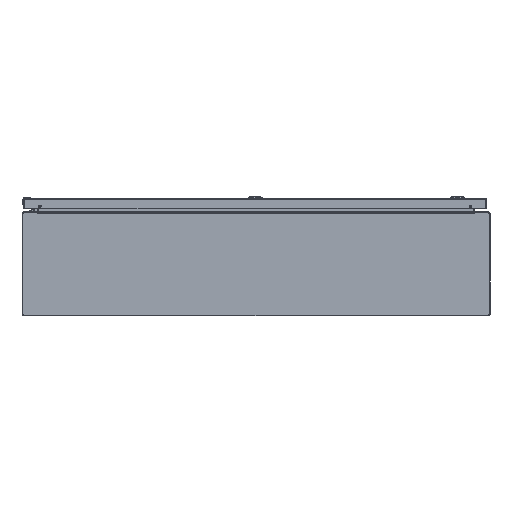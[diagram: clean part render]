
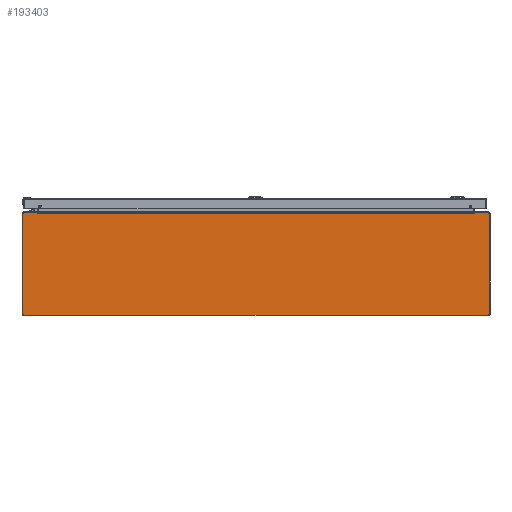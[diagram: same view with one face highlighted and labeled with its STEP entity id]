
A CAD part, front view. The second image highlights one B-rep face of the part: STEP entity #193403.
In plain terms, the highlighted planar face has unit normal (0, -1, 0).
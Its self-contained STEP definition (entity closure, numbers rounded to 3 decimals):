
#233 = CARTESIAN_POINT ( 'NONE',  ( 16.818, -21., 3.91 ) ) ;
#1262 = EDGE_CURVE ( 'NONE', #9046, #155209, #17479, .T. ) ;
#2461 = DIRECTION ( 'NONE',  ( 0., 0., 1. ) ) ;
#2472 = DIRECTION ( 'NONE',  ( 0., 1., 0. ) ) ;
#5666 = LINE ( 'NONE', #127148, #6032 ) ;
#6032 = VECTOR ( 'NONE', #82355, 39.37 ) ;
#7831 = VECTOR ( 'NONE', #73461, 39.37 ) ;
#9046 = VERTEX_POINT ( 'NONE', #60317 ) ;
#9944 = VECTOR ( 'NONE', #35418, 39.37 ) ;
#10012 = CARTESIAN_POINT ( 'NONE',  ( -16.814, -21., 3.883 ) ) ;
#13181 = VECTOR ( 'NONE', #60984, 39.37 ) ;
#14915 = VERTEX_POINT ( 'NONE', #35884 ) ;
#16344 = CARTESIAN_POINT ( 'NONE',  ( -17.937, -21., -3.857 ) ) ;
#16353 = CARTESIAN_POINT ( 'NONE',  ( -16.806, -21., 3.883 ) ) ;
#16500 = VECTOR ( 'NONE', #158598, 39.37 ) ;
#16623 = EDGE_CURVE ( 'NONE', #84204, #14915, #112109, .T. ) ;
#16624 = ORIENTED_EDGE ( 'NONE', *, *, #27551, .F. ) ;
#17479 = LINE ( 'NONE', #30459, #161543 ) ;
#19130 = CARTESIAN_POINT ( 'NONE',  ( -16.823, -21., 3.937 ) ) ;
#19822 = CIRCLE ( 'NONE', #86538, 0.08 ) ;
#22929 = DIRECTION ( 'NONE',  ( 0., -1., 0. ) ) ;
#24383 = VERTEX_POINT ( 'NONE', #82687 ) ;
#24880 = CARTESIAN_POINT ( 'NONE',  ( -17.937, -21., 3.857 ) ) ;
#25435 = VERTEX_POINT ( 'NONE', #34140 ) ;
#25584 = CARTESIAN_POINT ( 'NONE',  ( -16.818, -21., 3.91 ) ) ;
#27334 = EDGE_CURVE ( 'NONE', #138603, #73951, #54557, .T. ) ;
#27551 = EDGE_CURVE ( 'NONE', #25435, #151570, #59668, .T. ) ;
#28904 = AXIS2_PLACEMENT_3D ( 'NONE', #30367, #2472, #154837 ) ;
#28947 = EDGE_CURVE ( 'NONE', #14915, #51442, #102010, .T. ) ;
#30094 = LINE ( 'NONE', #233, #13181 ) ;
#30163 = DIRECTION ( 'NONE',  ( 0., 0., -1. ) ) ;
#30367 = CARTESIAN_POINT ( 'NONE',  ( 17.857, -21., -3.857 ) ) ;
#30459 = CARTESIAN_POINT ( 'NONE',  ( 0., -21., 3.937 ) ) ;
#30467 = VERTEX_POINT ( 'NONE', #104675 ) ;
#32444 = CARTESIAN_POINT ( 'NONE',  ( 17.937, -21., 0. ) ) ;
#34140 = CARTESIAN_POINT ( 'NONE',  ( -17.857, -21., -3.937 ) ) ;
#34760 = ORIENTED_EDGE ( 'NONE', *, *, #123525, .F. ) ;
#35418 = DIRECTION ( 'NONE',  ( 0., 0., -1. ) ) ;
#35884 = CARTESIAN_POINT ( 'NONE',  ( 17.937, -21., -3.857 ) ) ;
#39479 = LINE ( 'NONE', #103143, #141591 ) ;
#41951 = EDGE_CURVE ( 'NONE', #182211, #174163, #19822, .T. ) ;
#44731 = CARTESIAN_POINT ( 'NONE',  ( -17.857, -21., 3.937 ) ) ;
#49918 = PLANE ( 'NONE',  #110988 ) ;
#51442 = VERTEX_POINT ( 'NONE', #142442 ) ;
#51933 = ORIENTED_EDGE ( 'NONE', *, *, #112009, .T. ) ;
#53843 = VERTEX_POINT ( 'NONE', #151704 ) ;
#54557 = LINE ( 'NONE', #25584, #148712 ) ;
#55943 = DIRECTION ( 'NONE',  ( 0., 0., -1. ) ) ;
#57148 = EDGE_CURVE ( 'NONE', #9046, #53843, #30094, .T. ) ;
#59668 = CIRCLE ( 'NONE', #155072, 0.08 ) ;
#60220 = EDGE_CURVE ( 'NONE', #155209, #84204, #98205, .T. ) ;
#60317 = CARTESIAN_POINT ( 'NONE',  ( 16.823, -21., 3.937 ) ) ;
#60984 = DIRECTION ( 'NONE',  ( -0.174, 0., -0.985 ) ) ;
#62227 = CARTESIAN_POINT ( 'NONE',  ( -17.937, -21., 0. ) ) ;
#73461 = DIRECTION ( 'NONE',  ( 1., 0., 0. ) ) ;
#73951 = VERTEX_POINT ( 'NONE', #10012 ) ;
#82355 = DIRECTION ( 'NONE',  ( -1., 0., 0. ) ) ;
#82687 = CARTESIAN_POINT ( 'NONE',  ( 16.798, -21., 3.883 ) ) ;
#84204 = VERTEX_POINT ( 'NONE', #108915 ) ;
#84377 = CARTESIAN_POINT ( 'NONE',  ( 17.857, -21., 3.857 ) ) ;
#85243 = ORIENTED_EDGE ( 'NONE', *, *, #103155, .T. ) ;
#85476 = EDGE_CURVE ( 'NONE', #73951, #30467, #94063, .T. ) ;
#86538 = AXIS2_PLACEMENT_3D ( 'NONE', #131635, #192384, #55943 ) ;
#86729 = LINE ( 'NONE', #132537, #106860 ) ;
#87430 = ORIENTED_EDGE ( 'NONE', *, *, #149779, .F. ) ;
#94063 = LINE ( 'NONE', #16353, #7831 ) ;
#95062 = AXIS2_PLACEMENT_3D ( 'NONE', #84377, #97364, #162001 ) ;
#95699 = DIRECTION ( 'NONE',  ( 0., 0., -1. ) ) ;
#97364 = DIRECTION ( 'NONE',  ( 0., 1., 0. ) ) ;
#98205 = CIRCLE ( 'NONE', #95062, 0.08 ) ;
#101310 = EDGE_LOOP ( 'NONE', ( #34760, #147290, #87430, #16624, #117004, #149199, #169481, #119504, #189670, #169254, #51933, #85243, #148200, #118158 ) ) ;
#102010 = CIRCLE ( 'NONE', #28904, 0.08 ) ;
#103143 = CARTESIAN_POINT ( 'NONE',  ( 0., -21., 3.883 ) ) ;
#103155 = EDGE_CURVE ( 'NONE', #24383, #30467, #39479, .T. ) ;
#104675 = CARTESIAN_POINT ( 'NONE',  ( -16.798, -21., 3.883 ) ) ;
#106860 = VECTOR ( 'NONE', #161440, 39.37 ) ;
#108915 = CARTESIAN_POINT ( 'NONE',  ( 17.937, -21., 3.857 ) ) ;
#110988 = AXIS2_PLACEMENT_3D ( 'NONE', #142528, #22929, #95699 ) ;
#112009 = EDGE_CURVE ( 'NONE', #53843, #24383, #5666, .T. ) ;
#112109 = LINE ( 'NONE', #32444, #9944 ) ;
#115281 = DIRECTION ( 'NONE',  ( 0.174, 0., -0.985 ) ) ;
#115921 = VECTOR ( 'NONE', #2461, 39.37 ) ;
#117004 = ORIENTED_EDGE ( 'NONE', *, *, #143244, .F. ) ;
#118158 = ORIENTED_EDGE ( 'NONE', *, *, #27334, .F. ) ;
#119504 = ORIENTED_EDGE ( 'NONE', *, *, #60220, .F. ) ;
#122970 = LINE ( 'NONE', #62227, #115921 ) ;
#123525 = EDGE_CURVE ( 'NONE', #174163, #138603, #86729, .T. ) ;
#126738 = CARTESIAN_POINT ( 'NONE',  ( 0., -21., -3.937 ) ) ;
#127148 = CARTESIAN_POINT ( 'NONE',  ( 16.806, -21., 3.883 ) ) ;
#131635 = CARTESIAN_POINT ( 'NONE',  ( -17.857, -21., 3.857 ) ) ;
#132537 = CARTESIAN_POINT ( 'NONE',  ( 0., -21., 3.937 ) ) ;
#138603 = VERTEX_POINT ( 'NONE', #19130 ) ;
#141591 = VECTOR ( 'NONE', #145089, 39.37 ) ;
#142442 = CARTESIAN_POINT ( 'NONE',  ( 17.857, -21., -3.937 ) ) ;
#142528 = CARTESIAN_POINT ( 'NONE',  ( 0., -21., 0. ) ) ;
#143244 = EDGE_CURVE ( 'NONE', #51442, #25435, #176481, .T. ) ;
#145089 = DIRECTION ( 'NONE',  ( -1., 0., 0. ) ) ;
#147290 = ORIENTED_EDGE ( 'NONE', *, *, #41951, .F. ) ;
#148200 = ORIENTED_EDGE ( 'NONE', *, *, #85476, .F. ) ;
#148712 = VECTOR ( 'NONE', #115281, 39.37 ) ;
#149199 = ORIENTED_EDGE ( 'NONE', *, *, #28947, .F. ) ;
#149779 = EDGE_CURVE ( 'NONE', #151570, #182211, #122970, .T. ) ;
#151570 = VERTEX_POINT ( 'NONE', #16344 ) ;
#151704 = CARTESIAN_POINT ( 'NONE',  ( 16.814, -21., 3.883 ) ) ;
#151998 = DIRECTION ( 'NONE',  ( 1., 0., 0. ) ) ;
#154837 = DIRECTION ( 'NONE',  ( 0., 0., -1. ) ) ;
#155072 = AXIS2_PLACEMENT_3D ( 'NONE', #167600, #166630, #30163 ) ;
#155209 = VERTEX_POINT ( 'NONE', #172298 ) ;
#158598 = DIRECTION ( 'NONE',  ( -1., 0., 0. ) ) ;
#161440 = DIRECTION ( 'NONE',  ( 1., 0., 0. ) ) ;
#161543 = VECTOR ( 'NONE', #151998, 39.37 ) ;
#162001 = DIRECTION ( 'NONE',  ( 0., 0., -1. ) ) ;
#166630 = DIRECTION ( 'NONE',  ( 0., 1., 0. ) ) ;
#167600 = CARTESIAN_POINT ( 'NONE',  ( -17.857, -21., -3.857 ) ) ;
#169254 = ORIENTED_EDGE ( 'NONE', *, *, #57148, .T. ) ;
#169481 = ORIENTED_EDGE ( 'NONE', *, *, #16623, .F. ) ;
#172298 = CARTESIAN_POINT ( 'NONE',  ( 17.857, -21., 3.937 ) ) ;
#174163 = VERTEX_POINT ( 'NONE', #44731 ) ;
#174359 = FACE_OUTER_BOUND ( 'NONE', #101310, .T. ) ;
#176481 = LINE ( 'NONE', #126738, #16500 ) ;
#182211 = VERTEX_POINT ( 'NONE', #24880 ) ;
#189670 = ORIENTED_EDGE ( 'NONE', *, *, #1262, .F. ) ;
#192384 = DIRECTION ( 'NONE',  ( 0., 1., 0. ) ) ;
#193403 = ADVANCED_FACE ( 'NONE', ( #174359 ), #49918, .T. ) ;
